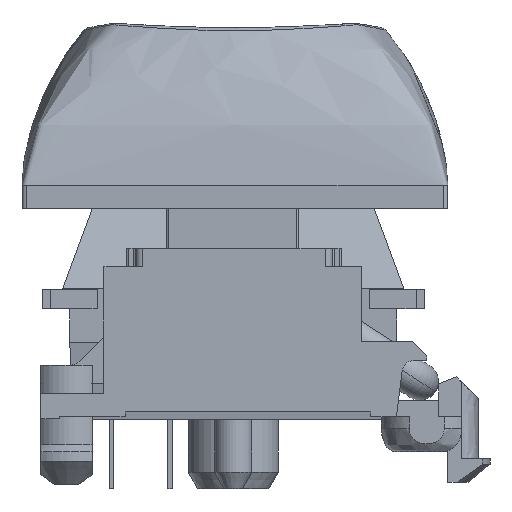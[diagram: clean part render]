
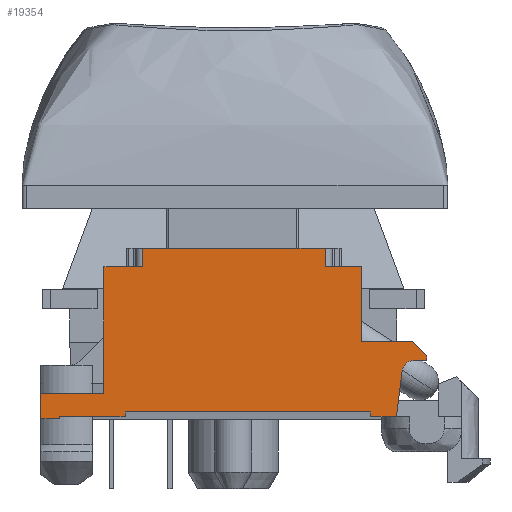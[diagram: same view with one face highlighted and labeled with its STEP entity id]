
A CAD part, left-side view. The second image highlights one B-rep face of the part: STEP entity #19354.
In plain terms, the highlighted planar face has unit normal (-1, 0, 0).
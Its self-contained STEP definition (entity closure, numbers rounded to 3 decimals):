
#16483 = VERTEX_POINT('',#16484);
#16484 = CARTESIAN_POINT('',(-15.4,-3.9,7.35));
#16672 = VERTEX_POINT('',#16673);
#16673 = CARTESIAN_POINT('',(-15.4,3.9,7.35));
#16680 = EDGE_CURVE('',#16672,#16483,#16681,.T.);
#16681 = LINE('',#16682,#16683);
#16682 = CARTESIAN_POINT('',(-15.4,-5.45,7.35));
#16683 = VECTOR('',#16684,1.);
#16684 = DIRECTION('',(0.,-1.,0.));
#16820 = VERTEX_POINT('',#16821);
#16821 = CARTESIAN_POINT('',(-15.4,-5.85,0.35));
#16827 = EDGE_CURVE('',#16820,#16828,#16830,.T.);
#16828 = VERTEX_POINT('',#16829);
#16829 = CARTESIAN_POINT('',(-15.4,4.65,0.35));
#16830 = LINE('',#16831,#16832);
#16831 = CARTESIAN_POINT('',(-15.4,-5.85,0.35));
#16832 = VECTOR('',#16833,1.);
#16833 = DIRECTION('',(0.,1.,0.));
#18644 = EDGE_CURVE('',#18645,#16483,#18647,.T.);
#18645 = VERTEX_POINT('',#18646);
#18646 = CARTESIAN_POINT('',(-15.4,-3.9,6.55));
#18647 = LINE('',#18648,#18649);
#18648 = CARTESIAN_POINT('',(-15.4,-3.9,-11.487));
#18649 = VECTOR('',#18650,1.);
#18650 = DIRECTION('',(0.,0.,1.));
#19333 = EDGE_CURVE('',#19334,#16672,#19336,.T.);
#19334 = VERTEX_POINT('',#19335);
#19335 = CARTESIAN_POINT('',(-15.4,3.9,6.55));
#19336 = LINE('',#19337,#19338);
#19337 = CARTESIAN_POINT('',(-15.4,3.9,-11.487));
#19338 = VECTOR('',#19339,1.);
#19339 = DIRECTION('',(0.,0.,1.));
#19354 = ADVANCED_FACE('',(#19355),#19502,.F.);
#19355 = FACE_BOUND('',#19356,.T.);
#19356 = EDGE_LOOP('',(#19357,#19365,#19373,#19381,#19389,#19397,#19405,
    #19413,#19419,#19420,#19428,#19436,#19444,#19453,#19461,#19469,
    #19477,#19485,#19493,#19499,#19500,#19501));
#19357 = ORIENTED_EDGE('',*,*,#19358,.F.);
#19358 = EDGE_CURVE('',#19359,#19334,#19361,.T.);
#19359 = VERTEX_POINT('',#19360);
#19360 = CARTESIAN_POINT('',(-15.4,5.55,6.55));
#19361 = LINE('',#19362,#19363);
#19362 = CARTESIAN_POINT('',(-15.4,-7.691,6.55));
#19363 = VECTOR('',#19364,1.);
#19364 = DIRECTION('',(0.,-1.,0.));
#19365 = ORIENTED_EDGE('',*,*,#19366,.F.);
#19366 = EDGE_CURVE('',#19367,#19359,#19369,.T.);
#19367 = VERTEX_POINT('',#19368);
#19368 = CARTESIAN_POINT('',(-15.4,5.55,1.15));
#19369 = LINE('',#19370,#19371);
#19370 = CARTESIAN_POINT('',(-15.4,5.55,7.35));
#19371 = VECTOR('',#19372,1.);
#19372 = DIRECTION('',(0.,0.,1.));
#19373 = ORIENTED_EDGE('',*,*,#19374,.F.);
#19374 = EDGE_CURVE('',#19375,#19367,#19377,.T.);
#19375 = VERTEX_POINT('',#19376);
#19376 = CARTESIAN_POINT('',(-15.4,8.25,1.15));
#19377 = LINE('',#19378,#19379);
#19378 = CARTESIAN_POINT('',(-15.4,5.55,1.15));
#19379 = VECTOR('',#19380,1.);
#19380 = DIRECTION('',(0.,-1.,0.));
#19381 = ORIENTED_EDGE('',*,*,#19382,.F.);
#19382 = EDGE_CURVE('',#19383,#19375,#19385,.T.);
#19383 = VERTEX_POINT('',#19384);
#19384 = CARTESIAN_POINT('',(-15.4,8.25,0.05));
#19385 = LINE('',#19386,#19387);
#19386 = CARTESIAN_POINT('',(-15.4,8.25,1.15));
#19387 = VECTOR('',#19388,1.);
#19388 = DIRECTION('',(0.,0.,1.));
#19389 = ORIENTED_EDGE('',*,*,#19390,.F.);
#19390 = EDGE_CURVE('',#19391,#19383,#19393,.T.);
#19391 = VERTEX_POINT('',#19392);
#19392 = CARTESIAN_POINT('',(-15.4,7.45,0.05));
#19393 = LINE('',#19394,#19395);
#19394 = CARTESIAN_POINT('',(-15.4,8.25,0.05));
#19395 = VECTOR('',#19396,1.);
#19396 = DIRECTION('',(0.,1.,0.));
#19397 = ORIENTED_EDGE('',*,*,#19398,.F.);
#19398 = EDGE_CURVE('',#19399,#19391,#19401,.T.);
#19399 = VERTEX_POINT('',#19400);
#19400 = CARTESIAN_POINT('',(-15.4,7.45,0.15));
#19401 = LINE('',#19402,#19403);
#19402 = CARTESIAN_POINT('',(-15.4,7.45,0.15));
#19403 = VECTOR('',#19404,1.);
#19404 = DIRECTION('',(0.,0.,-1.));
#19405 = ORIENTED_EDGE('',*,*,#19406,.F.);
#19406 = EDGE_CURVE('',#19407,#19399,#19409,.T.);
#19407 = VERTEX_POINT('',#19408);
#19408 = CARTESIAN_POINT('',(-15.4,4.65,0.15));
#19409 = LINE('',#19410,#19411);
#19410 = CARTESIAN_POINT('',(-15.4,4.65,0.15));
#19411 = VECTOR('',#19412,1.);
#19412 = DIRECTION('',(0.,1.,0.));
#19413 = ORIENTED_EDGE('',*,*,#19414,.F.);
#19414 = EDGE_CURVE('',#16828,#19407,#19415,.T.);
#19415 = LINE('',#19416,#19417);
#19416 = CARTESIAN_POINT('',(-15.4,4.65,0.35));
#19417 = VECTOR('',#19418,1.);
#19418 = DIRECTION('',(0.,0.,-1.));
#19419 = ORIENTED_EDGE('',*,*,#16827,.F.);
#19420 = ORIENTED_EDGE('',*,*,#19421,.F.);
#19421 = EDGE_CURVE('',#19422,#16820,#19424,.T.);
#19422 = VERTEX_POINT('',#19423);
#19423 = CARTESIAN_POINT('',(-15.4,-5.85,0.15));
#19424 = LINE('',#19425,#19426);
#19425 = CARTESIAN_POINT('',(-15.4,-5.85,0.35));
#19426 = VECTOR('',#19427,1.);
#19427 = DIRECTION('',(0.,0.,1.));
#19428 = ORIENTED_EDGE('',*,*,#19429,.F.);
#19429 = EDGE_CURVE('',#19430,#19422,#19432,.T.);
#19430 = VERTEX_POINT('',#19431);
#19431 = CARTESIAN_POINT('',(-15.4,-6.95,0.15));
#19432 = LINE('',#19433,#19434);
#19433 = CARTESIAN_POINT('',(-15.4,-5.85,0.15));
#19434 = VECTOR('',#19435,1.);
#19435 = DIRECTION('',(0.,1.,0.));
#19436 = ORIENTED_EDGE('',*,*,#19437,.F.);
#19437 = EDGE_CURVE('',#19438,#19430,#19440,.T.);
#19438 = VERTEX_POINT('',#19439);
#19439 = CARTESIAN_POINT('',(-15.4,-7.195,2.112));
#19440 = LINE('',#19441,#19442);
#19441 = CARTESIAN_POINT('',(-15.4,-6.95,0.15));
#19442 = VECTOR('',#19443,1.);
#19443 = DIRECTION('',(0.,0.124,-0.992));
#19444 = ORIENTED_EDGE('',*,*,#19445,.F.);
#19445 = EDGE_CURVE('',#19446,#19438,#19448,.T.);
#19446 = VERTEX_POINT('',#19447);
#19447 = CARTESIAN_POINT('',(-15.4,-7.691,2.55));
#19448 = CIRCLE('',#19449,0.5);
#19449 = AXIS2_PLACEMENT_3D('',#19450,#19451,#19452);
#19450 = CARTESIAN_POINT('',(-15.4,-7.691,2.05));
#19451 = DIRECTION('',(-1.,0.,0.));
#19452 = DIRECTION('',(0.,1.,0.));
#19453 = ORIENTED_EDGE('',*,*,#19454,.F.);
#19454 = EDGE_CURVE('',#19455,#19446,#19457,.T.);
#19455 = VERTEX_POINT('',#19456);
#19456 = CARTESIAN_POINT('',(-15.4,-8.25,2.55));
#19457 = LINE('',#19458,#19459);
#19458 = CARTESIAN_POINT('',(-15.4,-7.691,2.55));
#19459 = VECTOR('',#19460,1.);
#19460 = DIRECTION('',(0.,1.,0.));
#19461 = ORIENTED_EDGE('',*,*,#19462,.F.);
#19462 = EDGE_CURVE('',#19463,#19455,#19465,.T.);
#19463 = VERTEX_POINT('',#19464);
#19464 = CARTESIAN_POINT('',(-15.4,-8.25,2.75));
#19465 = LINE('',#19466,#19467);
#19466 = CARTESIAN_POINT('',(-15.4,-8.25,2.55));
#19467 = VECTOR('',#19468,1.);
#19468 = DIRECTION('',(0.,0.,-1.));
#19469 = ORIENTED_EDGE('',*,*,#19470,.F.);
#19470 = EDGE_CURVE('',#19471,#19463,#19473,.T.);
#19471 = VERTEX_POINT('',#19472);
#19472 = CARTESIAN_POINT('',(-15.4,-7.65,3.35));
#19473 = LINE('',#19474,#19475);
#19474 = CARTESIAN_POINT('',(-15.4,-8.25,2.75));
#19475 = VECTOR('',#19476,1.);
#19476 = DIRECTION('',(0.,-0.707,-0.707));
#19477 = ORIENTED_EDGE('',*,*,#19478,.F.);
#19478 = EDGE_CURVE('',#19479,#19471,#19481,.T.);
#19479 = VERTEX_POINT('',#19480);
#19480 = CARTESIAN_POINT('',(-15.4,-5.45,3.35));
#19481 = LINE('',#19482,#19483);
#19482 = CARTESIAN_POINT('',(-15.4,-7.65,3.35));
#19483 = VECTOR('',#19484,1.);
#19484 = DIRECTION('',(0.,-1.,0.));
#19485 = ORIENTED_EDGE('',*,*,#19486,.F.);
#19486 = EDGE_CURVE('',#19487,#19479,#19489,.T.);
#19487 = VERTEX_POINT('',#19488);
#19488 = CARTESIAN_POINT('',(-15.4,-5.45,6.55));
#19489 = LINE('',#19490,#19491);
#19490 = CARTESIAN_POINT('',(-15.4,-5.45,7.35));
#19491 = VECTOR('',#19492,1.);
#19492 = DIRECTION('',(0.,0.,-1.));
#19493 = ORIENTED_EDGE('',*,*,#19494,.F.);
#19494 = EDGE_CURVE('',#18645,#19487,#19495,.T.);
#19495 = LINE('',#19496,#19497);
#19496 = CARTESIAN_POINT('',(-15.4,-7.691,6.55));
#19497 = VECTOR('',#19498,1.);
#19498 = DIRECTION('',(0.,-1.,0.));
#19499 = ORIENTED_EDGE('',*,*,#18644,.T.);
#19500 = ORIENTED_EDGE('',*,*,#16680,.F.);
#19501 = ORIENTED_EDGE('',*,*,#19333,.F.);
#19502 = PLANE('',#19503);
#19503 = AXIS2_PLACEMENT_3D('',#19504,#19505,#19506);
#19504 = CARTESIAN_POINT('',(-15.4,-7.691,2.05));
#19505 = DIRECTION('',(1.,0.,0.));
#19506 = DIRECTION('',(0.,1.,0.));
